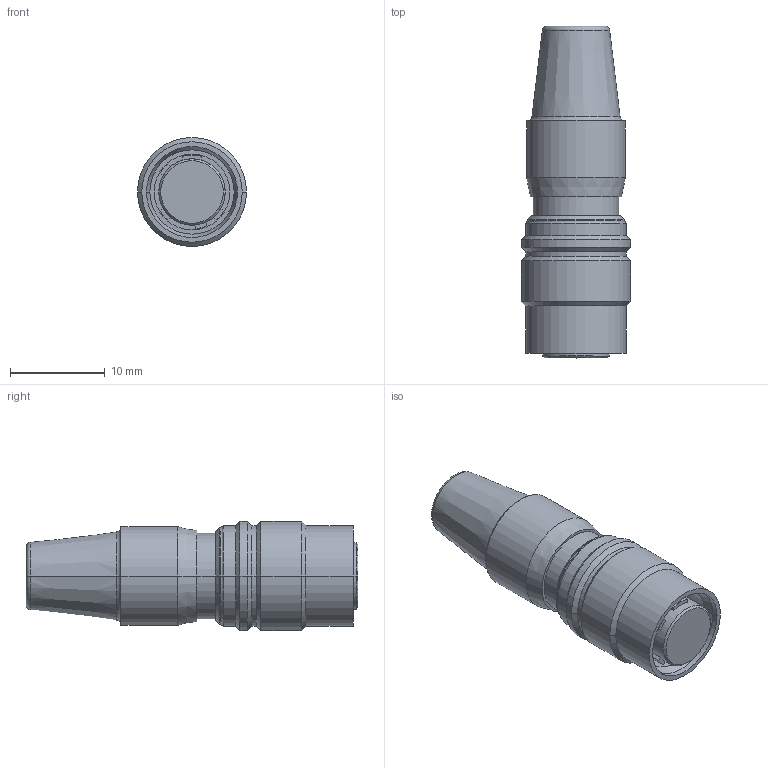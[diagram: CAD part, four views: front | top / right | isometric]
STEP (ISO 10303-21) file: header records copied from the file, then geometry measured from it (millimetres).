
FILE_DESCRIPTION(('CoCreate Modeling STEP Export'),'2;1');
FILE_NAME('HR10A-7P-4S.stp','2010-11-11T11:35:13',(''),(''),'CoCreate Modeling STEP processor for AP214 (Solid Model)','CoCreate Modeling 17.0 01-Apr-2010 (C) Parametric Technology GmbH','');
FILE_SCHEMA(('AUTOMOTIVE_DESIGN { 1 0 10303 214 1 1 1 1 }'));
Length unit declared in the file: millimetre
Products named in the file (1): HR10A-7P-4S
Bounding box: 11.5 x 35 x 11.5 mm (x, y, z)
Volume: 2571.3 mm3; surface area: 1559.4 mm2
Topology: 1 solids, 1 shells, 99 faces, 226 edges, 136 vertices
Faces by surface type: cylinder 31, plane 28, cone 18, torus 14, bspline 8
Entity records: 3885 total; most frequent: CARTESIAN_POINT 1947, ORIENTED_EDGE 452, DIRECTION 334, EDGE_CURVE 226, VERTEX_POINT 136, AXIS2_PLACEMENT_3D 123, EDGE_LOOP 106, FACE_OUTER_BOUND 99
